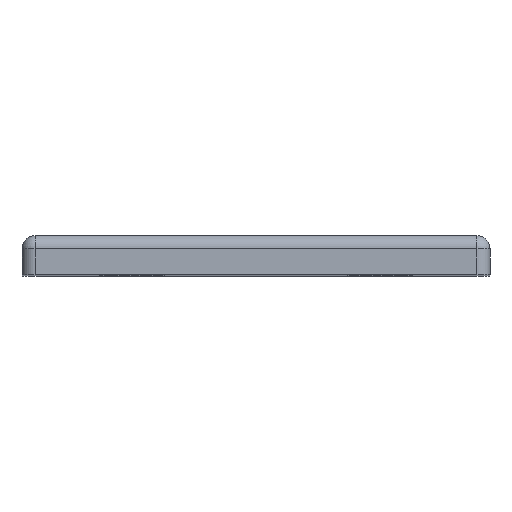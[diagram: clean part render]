
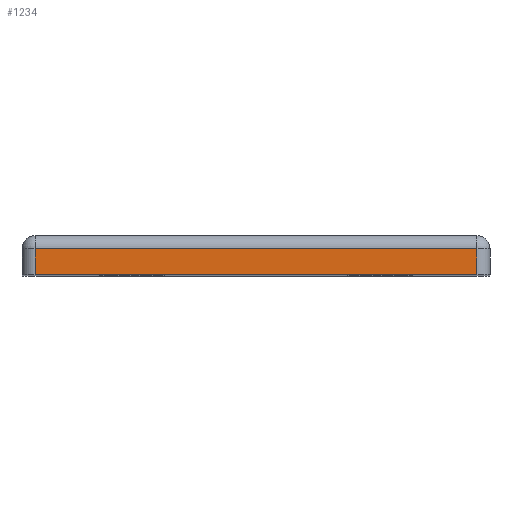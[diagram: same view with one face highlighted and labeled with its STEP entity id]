
A CAD part, top view. The second image highlights one B-rep face of the part: STEP entity #1234.
In plain terms, the highlighted planar face has unit normal (0, 0, 1).
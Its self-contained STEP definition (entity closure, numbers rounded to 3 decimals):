
#107 = DIRECTION ( 'NONE',  ( -1., 0., 0. ) ) ;
#125 = CARTESIAN_POINT ( 'NONE',  ( -34., 4., 74. ) ) ;
#128 = DIRECTION ( 'NONE',  ( 0., 1., 0. ) ) ;
#132 = VERTEX_POINT ( 'NONE', #749 ) ;
#145 = CARTESIAN_POINT ( 'NONE',  ( 34., 6., 74. ) ) ;
#206 = VERTEX_POINT ( 'NONE', #780 ) ;
#216 = DIRECTION ( 'NONE',  ( 0., -1., 0. ) ) ;
#242 = VERTEX_POINT ( 'NONE', #808 ) ;
#247 = CARTESIAN_POINT ( 'NONE',  ( -34., 6., 74. ) ) ;
#361 = CARTESIAN_POINT ( 'NONE',  ( -36., 0., 74. ) ) ;
#380 = DIRECTION ( 'NONE',  ( 1., 0., 0. ) ) ;
#687 = VECTOR ( 'NONE', #216, 1000. ) ;
#690 = VECTOR ( 'NONE', #107, 1000. ) ;
#698 = VECTOR ( 'NONE', #128, 1000. ) ;
#708 = LINE ( 'NONE', #125, #690 ) ;
#710 = LINE ( 'NONE', #145, #698 ) ;
#721 = ORIENTED_EDGE ( 'NONE', *, *, #1778, .T. ) ;
#737 = LINE ( 'NONE', #247, #687 ) ;
#741 = VECTOR ( 'NONE', #380, 1000. ) ;
#748 = LINE ( 'NONE', #361, #741 ) ;
#749 = CARTESIAN_POINT ( 'NONE',  ( -34., 4., 74. ) ) ;
#779 = ORIENTED_EDGE ( 'NONE', *, *, #1774, .T. ) ;
#780 = CARTESIAN_POINT ( 'NONE',  ( -34., 0., 74. ) ) ;
#803 = ORIENTED_EDGE ( 'NONE', *, *, #1786, .T. ) ;
#808 = CARTESIAN_POINT ( 'NONE',  ( 34., 0., 74. ) ) ;
#825 = ORIENTED_EDGE ( 'NONE', *, *, #1739, .T. ) ;
#995 = AXIS2_PLACEMENT_3D ( 'NONE', #1129, #1109, #1098 ) ;
#1098 = DIRECTION ( 'NONE',  ( -1., 0., 0. ) ) ;
#1109 = DIRECTION ( 'NONE',  ( 0., 0., -1. ) ) ;
#1118 = VERTEX_POINT ( 'NONE', #1497 ) ;
#1124 = PLANE ( 'NONE',  #995 ) ;
#1129 = CARTESIAN_POINT ( 'NONE',  ( -36., 6., 74. ) ) ;
#1234 = ADVANCED_FACE ( 'NONE', ( #1599 ), #1124, .F. ) ;
#1252 = EDGE_LOOP ( 'NONE', ( #779, #721, #803, #825 ) ) ;
#1497 = CARTESIAN_POINT ( 'NONE',  ( 34., 4., 74. ) ) ;
#1599 = FACE_OUTER_BOUND ( 'NONE', #1252, .T. ) ;
#1739 = EDGE_CURVE ( 'NONE', #206, #242, #748, .T. ) ;
#1774 = EDGE_CURVE ( 'NONE', #242, #1118, #710, .T. ) ;
#1778 = EDGE_CURVE ( 'NONE', #1118, #132, #708, .T. ) ;
#1786 = EDGE_CURVE ( 'NONE', #132, #206, #737, .T. ) ;
